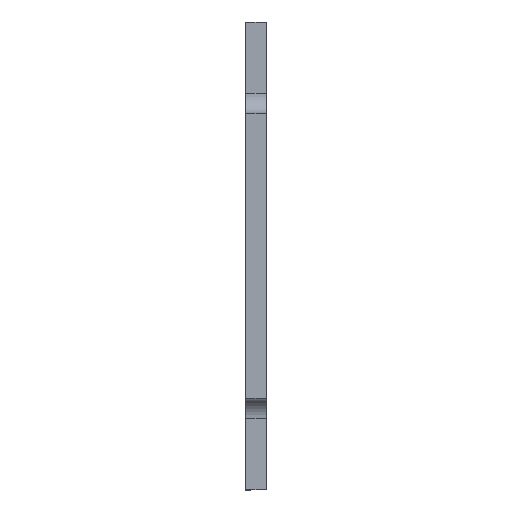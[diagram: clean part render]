
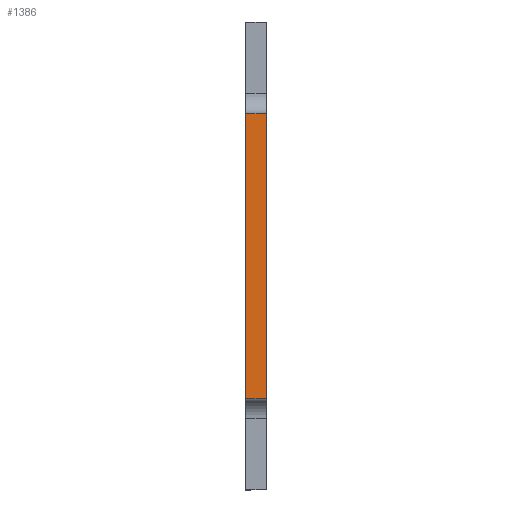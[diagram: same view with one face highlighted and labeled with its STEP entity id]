
A CAD part, left-side view. The second image highlights one B-rep face of the part: STEP entity #1386.
In plain terms, the highlighted planar face has unit normal (-1, 0, 0).
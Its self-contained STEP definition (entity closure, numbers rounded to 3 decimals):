
#23 = EDGE_LOOP ( 'NONE', ( #859, #2303, #290, #89 ) ) ;
#28 = PLANE ( 'NONE',  #1880 ) ;
#87 = DIRECTION ( 'NONE',  ( 0., 1., 0. ) ) ;
#89 = ORIENTED_EDGE ( 'NONE', *, *, #1954, .T. ) ;
#180 = DIRECTION ( 'NONE',  ( 0., 0., 1. ) ) ;
#216 = VERTEX_POINT ( 'NONE', #2237 ) ;
#228 = DIRECTION ( 'NONE',  ( 0., 0., 1. ) ) ;
#243 = LINE ( 'NONE', #2072, #1902 ) ;
#290 = ORIENTED_EDGE ( 'NONE', *, *, #2220, .F. ) ;
#408 = DIRECTION ( 'NONE',  ( 0., 0., 1. ) ) ;
#432 = LINE ( 'NONE', #1175, #1403 ) ;
#626 = VERTEX_POINT ( 'NONE', #1104 ) ;
#815 = VECTOR ( 'NONE', #1273, 1000. ) ;
#859 = ORIENTED_EDGE ( 'NONE', *, *, #1638, .T. ) ;
#1000 = LINE ( 'NONE', #1892, #1035 ) ;
#1035 = VECTOR ( 'NONE', #408, 1000. ) ;
#1089 = FACE_OUTER_BOUND ( 'NONE', #23, .T. ) ;
#1104 = CARTESIAN_POINT ( 'NONE',  ( -200., 0., -35. ) ) ;
#1175 = CARTESIAN_POINT ( 'NONE',  ( -200., -5., 35. ) ) ;
#1214 = CARTESIAN_POINT ( 'NONE',  ( -200., -5., -35. ) ) ;
#1273 = DIRECTION ( 'NONE',  ( 0., 1., 0. ) ) ;
#1288 = CARTESIAN_POINT ( 'NONE',  ( -200., -5., -57.5 ) ) ;
#1301 = CARTESIAN_POINT ( 'NONE',  ( -200., 0., 35. ) ) ;
#1329 = DIRECTION ( 'NONE',  ( -1., 0., 0. ) ) ;
#1386 = ADVANCED_FACE ( 'NONE', ( #1089 ), #28, .T. ) ;
#1403 = VECTOR ( 'NONE', #87, 1000. ) ;
#1421 = VERTEX_POINT ( 'NONE', #1301 ) ;
#1577 = EDGE_CURVE ( 'NONE', #626, #1421, #1000, .T. ) ;
#1630 = LINE ( 'NONE', #1953, #815 ) ;
#1638 = EDGE_CURVE ( 'NONE', #216, #1421, #432, .T. ) ;
#1880 = AXIS2_PLACEMENT_3D ( 'NONE', #1288, #1329, #180 ) ;
#1892 = CARTESIAN_POINT ( 'NONE',  ( -200., 0., -57.5 ) ) ;
#1902 = VECTOR ( 'NONE', #228, 1000. ) ;
#1953 = CARTESIAN_POINT ( 'NONE',  ( -200., -5., -35. ) ) ;
#1954 = EDGE_CURVE ( 'NONE', #2082, #216, #243, .T. ) ;
#2072 = CARTESIAN_POINT ( 'NONE',  ( -200., -5., -57.5 ) ) ;
#2082 = VERTEX_POINT ( 'NONE', #1214 ) ;
#2220 = EDGE_CURVE ( 'NONE', #2082, #626, #1630, .T. ) ;
#2237 = CARTESIAN_POINT ( 'NONE',  ( -200., -5., 35. ) ) ;
#2303 = ORIENTED_EDGE ( 'NONE', *, *, #1577, .F. ) ;
